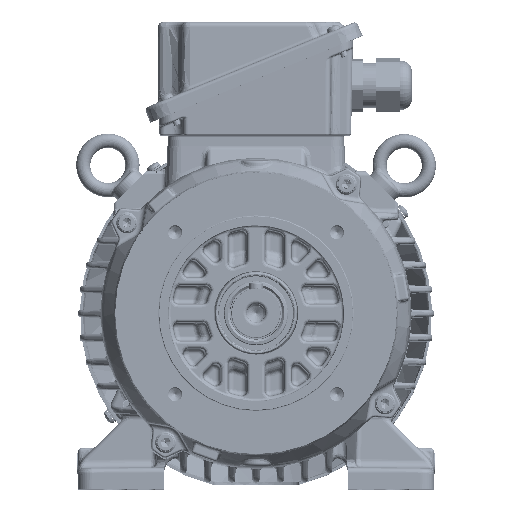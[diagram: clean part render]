
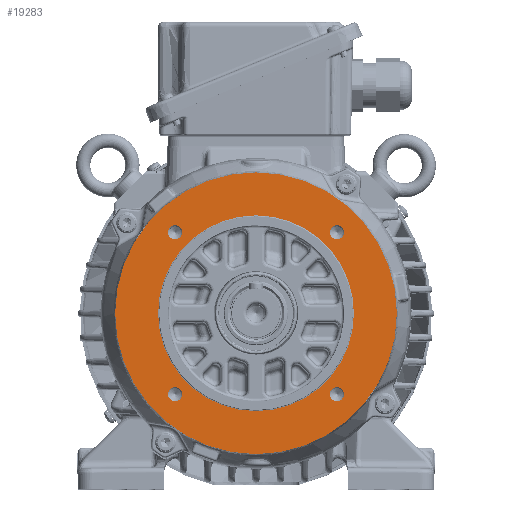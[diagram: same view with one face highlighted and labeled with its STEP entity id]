
A CAD part, top view. The second image highlights one B-rep face of the part: STEP entity #19283.
In plain terms, the highlighted planar face has unit normal (0, 0, 1).
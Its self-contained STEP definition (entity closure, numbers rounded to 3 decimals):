
#8460=FACE_BOUND('',#29544,.T.);
#8461=FACE_BOUND('',#29545,.T.);
#8462=FACE_BOUND('',#29546,.T.);
#8463=FACE_BOUND('',#29547,.T.);
#8464=FACE_BOUND('',#29548,.T.);
#8465=FACE_BOUND('',#29549,.T.);
#12434=CIRCLE('',#86631,80.);
#12470=CIRCLE('',#86681,55.6);
#12952=CIRCLE('',#87451,4.);
#12953=CIRCLE('',#87452,4.);
#12954=CIRCLE('',#87453,4.);
#12955=CIRCLE('',#87454,4.);
#19283=ADVANCED_FACE('',(#8460,#8461,#8462,#8463,#8464,#8465),#20619,.F.);
#20619=PLANE('',#87455);
#29544=EDGE_LOOP('',(#50052));
#29545=EDGE_LOOP('',(#50053));
#29546=EDGE_LOOP('',(#50054));
#29547=EDGE_LOOP('',(#50055));
#29548=EDGE_LOOP('',(#50056));
#29549=EDGE_LOOP('',(#50057));
#50052=ORIENTED_EDGE('',*,*,#71992,.T.);
#50053=ORIENTED_EDGE('',*,*,#71993,.T.);
#50054=ORIENTED_EDGE('',*,*,#71994,.T.);
#50055=ORIENTED_EDGE('',*,*,#71995,.T.);
#50056=ORIENTED_EDGE('',*,*,#70985,.T.);
#50057=ORIENTED_EDGE('',*,*,#70881,.F.);
#59195=VERTEX_POINT('',#181290);
#59285=VERTEX_POINT('',#182295);
#59912=VERTEX_POINT('',#187953);
#59913=VERTEX_POINT('',#187955);
#59914=VERTEX_POINT('',#187957);
#59915=VERTEX_POINT('',#187959);
#70881=EDGE_CURVE('',#59195,#59195,#12434,.T.);
#70985=EDGE_CURVE('',#59285,#59285,#12470,.T.);
#71992=EDGE_CURVE('',#59912,#59912,#12952,.T.);
#71993=EDGE_CURVE('',#59913,#59913,#12953,.T.);
#71994=EDGE_CURVE('',#59914,#59914,#12954,.T.);
#71995=EDGE_CURVE('',#59915,#59915,#12955,.T.);
#86631=AXIS2_PLACEMENT_3D('',#181289,#104266,#104267);
#86681=AXIS2_PLACEMENT_3D('',#182294,#104378,#104379);
#87451=AXIS2_PLACEMENT_3D('',#187952,#106066,#106067);
#87452=AXIS2_PLACEMENT_3D('',#187954,#106068,#106069);
#87453=AXIS2_PLACEMENT_3D('',#187956,#106070,#106071);
#87454=AXIS2_PLACEMENT_3D('',#187958,#106072,#106073);
#87455=AXIS2_PLACEMENT_3D('',#187960,#106074,#106075);
#104266=DIRECTION('',(0.,0.,-1.));
#104267=DIRECTION('',(-1.,0.,0.));
#104378=DIRECTION('',(0.,0.,-1.));
#104379=DIRECTION('',(-1.,0.,0.));
#106066=DIRECTION('',(0.,0.,-1.));
#106067=DIRECTION('',(-1.,0.,0.));
#106068=DIRECTION('',(0.,0.,-1.));
#106069=DIRECTION('',(-1.,0.,0.));
#106070=DIRECTION('',(0.,0.,-1.));
#106071=DIRECTION('',(-1.,0.,0.));
#106072=DIRECTION('',(0.,0.,-1.));
#106073=DIRECTION('',(-1.,0.,0.));
#106074=DIRECTION('',(0.,0.,-1.));
#106075=DIRECTION('',(-1.,0.,0.));
#181289=CARTESIAN_POINT('',(0.,0.,0.));
#181290=CARTESIAN_POINT('',(-80.,0.,0.));
#182294=CARTESIAN_POINT('',(0.,0.,0.));
#182295=CARTESIAN_POINT('',(-55.6,0.,0.));
#187952=CARTESIAN_POINT('',(45.962,-45.962,0.));
#187953=CARTESIAN_POINT('',(41.962,-45.962,0.));
#187954=CARTESIAN_POINT('',(-45.962,-45.962,0.));
#187955=CARTESIAN_POINT('',(-49.962,-45.962,0.));
#187956=CARTESIAN_POINT('',(-45.962,45.962,0.));
#187957=CARTESIAN_POINT('',(-49.962,45.962,0.));
#187958=CARTESIAN_POINT('',(45.962,45.962,0.));
#187959=CARTESIAN_POINT('',(41.962,45.962,0.));
#187960=CARTESIAN_POINT('',(0.,55.,0.));
